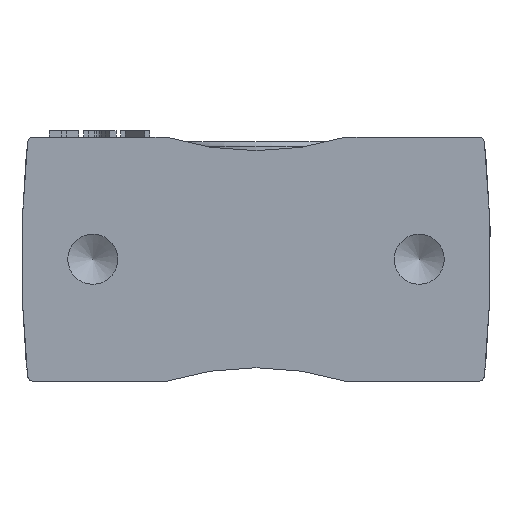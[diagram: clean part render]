
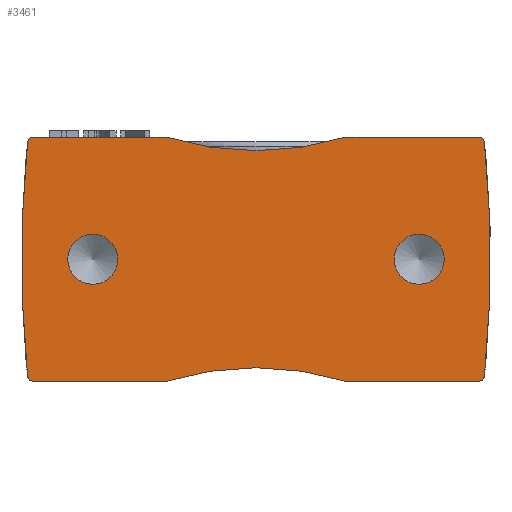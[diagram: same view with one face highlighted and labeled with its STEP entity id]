
A CAD part, front view. The second image highlights one B-rep face of the part: STEP entity #3461.
In plain terms, the highlighted face is planar.
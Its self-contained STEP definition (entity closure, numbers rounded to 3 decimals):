
#304=CIRCLE('',#3620,0.39);
#306=CIRCLE('',#3624,0.39);
#327=CIRCLE('',#3656,4.763);
#328=CIRCLE('',#3659,0.089);
#330=CIRCLE('',#3662,17.544);
#336=CIRCLE('',#3672,0.089);
#337=CIRCLE('',#3675,4.763);
#345=CIRCLE('',#3689,0.089);
#350=CIRCLE('',#3697,17.544);
#351=CIRCLE('',#3699,0.089);
#723=VERTEX_POINT('',#5115);
#726=VERTEX_POINT('',#5122);
#785=VERTEX_POINT('',#7156);
#786=VERTEX_POINT('',#7158);
#787=VERTEX_POINT('',#7162);
#788=VERTEX_POINT('',#7166);
#791=VERTEX_POINT('',#7183);
#799=VERTEX_POINT('',#7399);
#801=VERTEX_POINT('',#7411);
#807=VERTEX_POINT('',#7708);
#819=VERTEX_POINT('',#7954);
#820=VERTEX_POINT('',#7957);
#822=VERTEX_POINT('',#7968);
#823=VERTEX_POINT('',#7972);
#1069=VECTOR('',#4144,1.);
#1076=VECTOR('',#4180,1.);
#1265=LINE('',#7163,#1069);
#1272=LINE('',#7412,#1076);
#1481=EDGE_CURVE('',#723,#723,#304,.T.);
#1483=EDGE_CURVE('',#726,#726,#306,.T.);
#1560=EDGE_CURVE('',#786,#785,#327,.T.);
#1563=EDGE_CURVE('',#787,#785,#1265,.T.);
#1565=EDGE_CURVE('',#788,#787,#328,.T.);
#1569=EDGE_CURVE('',#791,#788,#330,.T.);
#1582=EDGE_CURVE('',#799,#791,#336,.T.);
#1585=EDGE_CURVE('',#799,#801,#1272,.T.);
#1594=EDGE_CURVE('',#801,#807,#337,.T.);
#1613=EDGE_CURVE('',#807,#819,#1272,.T.);
#1615=EDGE_CURVE('',#820,#819,#345,.T.);
#1621=EDGE_CURVE('',#822,#820,#350,.T.);
#1623=EDGE_CURVE('',#823,#822,#351,.T.);
#1624=EDGE_CURVE('',#786,#823,#1265,.T.);
#2334=ORIENTED_EDGE('',*,*,#1481,.T.);
#2335=ORIENTED_EDGE('',*,*,#1483,.T.);
#2336=ORIENTED_EDGE('',*,*,#1623,.F.);
#2337=ORIENTED_EDGE('',*,*,#1624,.F.);
#2338=ORIENTED_EDGE('',*,*,#1560,.T.);
#2339=ORIENTED_EDGE('',*,*,#1563,.F.);
#2340=ORIENTED_EDGE('',*,*,#1565,.F.);
#2341=ORIENTED_EDGE('',*,*,#1569,.F.);
#2342=ORIENTED_EDGE('',*,*,#1582,.F.);
#2343=ORIENTED_EDGE('',*,*,#1585,.T.);
#2344=ORIENTED_EDGE('',*,*,#1594,.T.);
#2345=ORIENTED_EDGE('',*,*,#1613,.T.);
#2346=ORIENTED_EDGE('',*,*,#1615,.F.);
#2347=ORIENTED_EDGE('',*,*,#1621,.F.);
#2920=EDGE_LOOP('',(#2334));
#2921=EDGE_LOOP('',(#2335));
#2922=EDGE_LOOP('',(#2336,#2337,#2338,#2339,#2340,#2341,#2342,#2343,#2344,
#2345,#2346,#2347));
#3196=FACE_BOUND('',#2920,.T.);
#3197=FACE_BOUND('',#2921,.T.);
#3198=FACE_BOUND('',#2922,.T.);
#3461=ADVANCED_FACE('',(#3196,#3197,#3198),#10012,.F.);
#3620=AXIS2_PLACEMENT_3D('',#5114,#4059,#4060);
#3624=AXIS2_PLACEMENT_3D('',#5121,#4067,#4068);
#3656=AXIS2_PLACEMENT_3D('',#7157,#4139,#4140);
#3659=AXIS2_PLACEMENT_3D('',#7167,#4148,#4149);
#3662=AXIS2_PLACEMENT_3D('',#7184,#4155,#4156);
#3672=AXIS2_PLACEMENT_3D('',#7400,#4177,#4178);
#3675=AXIS2_PLACEMENT_3D('',#7709,#4187,#4188);
#3689=AXIS2_PLACEMENT_3D('',#7958,#4219,#4220);
#3697=AXIS2_PLACEMENT_3D('',#7969,#4235,#4236);
#3699=AXIS2_PLACEMENT_3D('',#7973,#4240,#4241);
#3700=AXIS2_PLACEMENT_3D('',#7974,#4242,$);
#4059=DIRECTION('',(0.,0.,1.));
#4060=DIRECTION('',(0.39,0.,0.));
#4067=DIRECTION('',(0.,0.,1.));
#4068=DIRECTION('',(0.39,0.,0.));
#4139=DIRECTION('',(0.,0.,1.));
#4140=DIRECTION('',(-4.763,0.,0.));
#4144=DIRECTION('',(0.,-1.,0.));
#4148=DIRECTION('',(0.,0.,1.));
#4149=DIRECTION('',(-0.066,0.06,0.));
#4155=DIRECTION('',(0.,0.,1.));
#4156=DIRECTION('',(17.544,0.,0.));
#4177=DIRECTION('',(0.,0.,1.));
#4178=DIRECTION('',(0.066,0.06,0.));
#4180=DIRECTION('',(0.,-1.,0.));
#4187=DIRECTION('',(0.,0.,1.));
#4188=DIRECTION('',(4.763,0.,0.));
#4219=DIRECTION('',(0.,0.,1.));
#4220=DIRECTION('',(0.066,-0.06,0.));
#4235=DIRECTION('',(0.,0.,1.));
#4236=DIRECTION('',(-17.544,0.,0.));
#4240=DIRECTION('',(0.,0.,1.));
#4241=DIRECTION('',(-0.066,-0.06,0.));
#4242=DIRECTION('',(0.,0.,1.));
#5114=CARTESIAN_POINT('',(0.,-2.54,0.));
#5115=CARTESIAN_POINT('',(0.39,-2.54,0.));
#5121=CARTESIAN_POINT('',(0.,2.54,0.));
#5122=CARTESIAN_POINT('',(0.39,2.54,0.));
#7156=CARTESIAN_POINT('',(-1.9,1.4,0.));
#7157=CARTESIAN_POINT('',(-6.452,0.,0.));
#7158=CARTESIAN_POINT('',(-1.9,-1.4,0.));
#7162=CARTESIAN_POINT('',(-1.9,3.467,0.));
#7163=CARTESIAN_POINT('',(-1.9,3.547,0.));
#7166=CARTESIAN_POINT('',(-1.82,3.555,0.));
#7167=CARTESIAN_POINT('',(-1.811,3.467,0.));
#7183=CARTESIAN_POINT('',(1.82,3.555,0.));
#7184=CARTESIAN_POINT('',(0.,-13.894,0.));
#7399=CARTESIAN_POINT('',(1.9,3.467,0.));
#7400=CARTESIAN_POINT('',(1.811,3.467,0.));
#7411=CARTESIAN_POINT('',(1.9,1.4,0.));
#7412=CARTESIAN_POINT('',(1.9,3.547,0.));
#7708=CARTESIAN_POINT('',(1.9,-1.4,0.));
#7709=CARTESIAN_POINT('',(6.452,0.,0.));
#7954=CARTESIAN_POINT('',(1.9,-3.467,0.));
#7957=CARTESIAN_POINT('',(1.82,-3.555,0.));
#7958=CARTESIAN_POINT('',(1.811,-3.467,0.));
#7968=CARTESIAN_POINT('',(-1.82,-3.555,0.));
#7969=CARTESIAN_POINT('',(0.,13.894,0.));
#7972=CARTESIAN_POINT('',(-1.9,-3.467,0.));
#7973=CARTESIAN_POINT('',(-1.811,-3.467,0.));
#7974=CARTESIAN_POINT('',(0.941,1.803,0.));
#10012=PLANE('',#3700);
